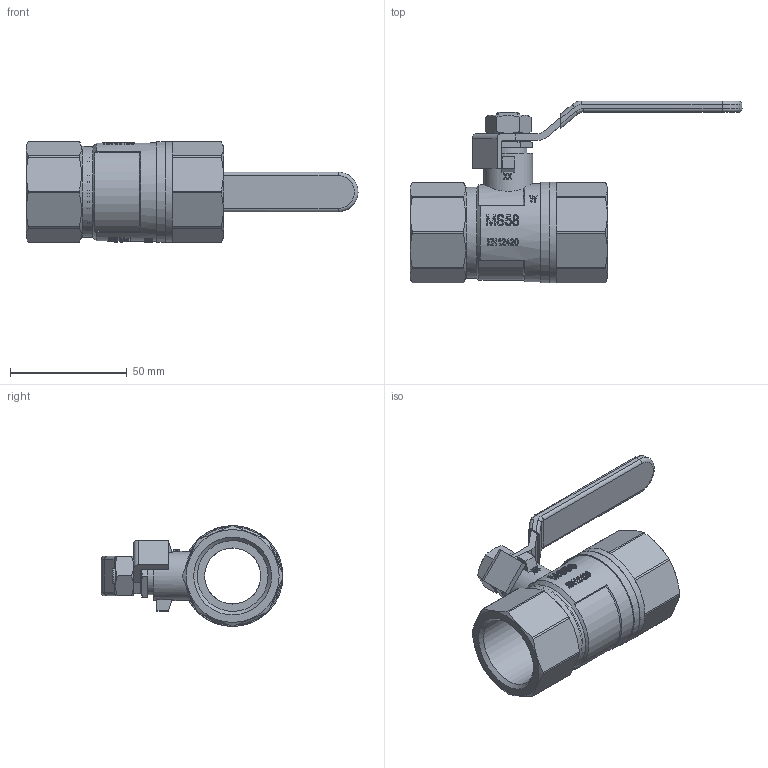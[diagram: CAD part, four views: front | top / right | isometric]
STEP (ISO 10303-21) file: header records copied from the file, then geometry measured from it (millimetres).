
FILE_DESCRIPTION(/* description */ ('Unknown'),/* implementation_level */ '2;1');
FILE_NAME(/* name */ '756-06',/* time_stamp */ '2022-07-27T12:34:16+02:00',/* author */ ('Unknown'),/* organization */ ('Unknown'),/* preprocessor_version */ 'ST-DEVELOPER v16.7',/* originating_system */ 'Solid Edge',/* authorisation */ 'Unknown');
FILE_SCHEMA (('AUTOMOTIVE_DESIGN {1 0 10303 214 3 1 1}'));
Length unit declared in the file: millimetre
Products named in the file (11): 2.756.025; Stahlgriff 1; 620-1-St-Griff-u; 620-1-St-Griff; 756-1-Kvrper-co_oa_0; 756-1-Einschraubteil; 756-1-Kvrper; 756-1-Spindel zus._oa_1; 756-1-spindel; 756-1-Stopfbuchse; 600-1-Mutter-al.g.
Assembly tree (10 placements, depth 3):
  2.756.025
    Stahlgriff 1
      620-1-St-Griff-u
      620-1-St-Griff
    756-1-Kvrper-co_oa_0
      756-1-Einschraubteil
      756-1-Kvrper
    756-1-Spindel zus._oa_1
      756-1-spindel
      756-1-Stopfbuchse
    600-1-Mutter-al.g.
Bounding box: 142 x 77.8 x 43 mm (x, y, z)
Volume: 60401.1 mm3; surface area: 41975.5 mm2
Topology: 7 solids, 11 shells, 1227 faces, 3408 edges, 2265 vertices
Faces by surface type: plane 1063, cylinder 122, cone 35, torus 4, bspline 3
Full cylindrical faces by diameter (mm): 8.5 x1, 8.9 x1, 12 x2, 12.1 x1, 12.5 x1, 14 x1, 14.5 x1, 16 x1, 16.5 x1, 18 x1, 21 x1, 24 x2, 30.291 x2, 33 x2, 37.5 x1, 39 x2, 39.2 x1, 42 x1, 43 x2
Entity records: 50518 total; most frequent: CARTESIAN_POINT 9921, DIRECTION 7606, ORIENTED_EDGE 6702, EDGE_CURVE 3351, AXIS2_PLACEMENT_3D 3092, VERTEX_POINT 2253, ELLIPSE 1498, LINE 1422
